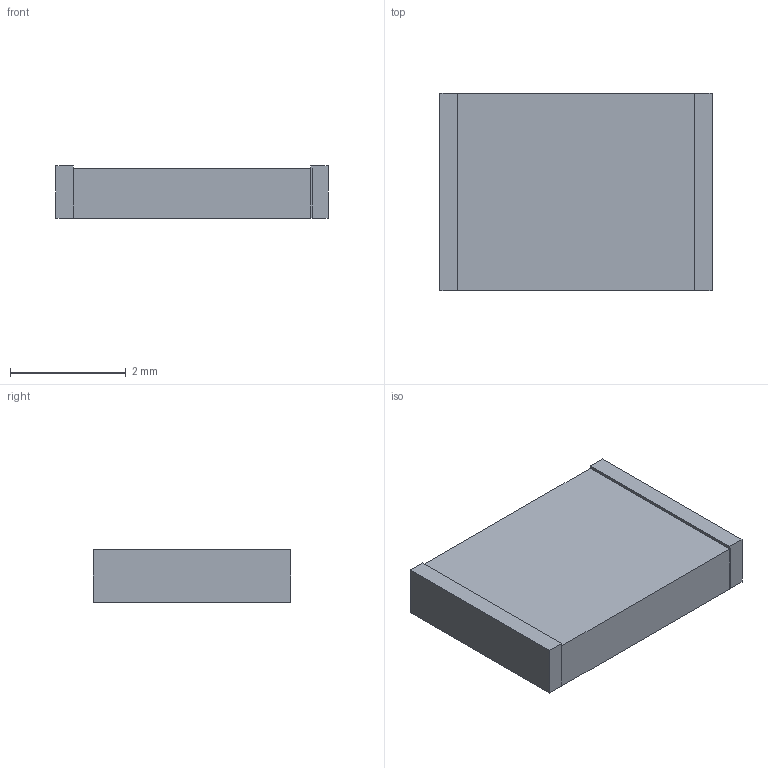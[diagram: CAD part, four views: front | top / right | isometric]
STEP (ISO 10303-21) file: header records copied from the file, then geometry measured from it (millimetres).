
FILE_DESCRIPTION(('FreeCAD Model'),'2;1');
FILE_NAME('Fusion002.step','2019-04-02T10:58:54',( 'kicad StepUp'),('ksu MCAD'),'Open CASCADE STEP processor 7.2', 'FreeCAD','Unknown');
FILE_SCHEMA(('AUTOMOTIVE_DESIGN { 1 0 10303 214 1 1 1 1 }'));
Length unit declared in the file: millimetre
Products named in the file (1): Fusion002
Bounding box: 4.7 x 3.41 x 0.9 mm (x, y, z)
Volume: 13.7 mm3; surface area: 46.6 mm2
Topology: 1 solids, 1 shells, 19 faces, 41 edges, 24 vertices
Faces by surface type: plane 19
Entity records: 1172 total; most frequent: CARTESIAN_POINT 169, DIRECTION 161, LINE 121, VECTOR 121, ORIENTED_EDGE 82, PCURVE 82, DEFINITIONAL_REPRESENTATION 82, EDGE_CURVE 41
